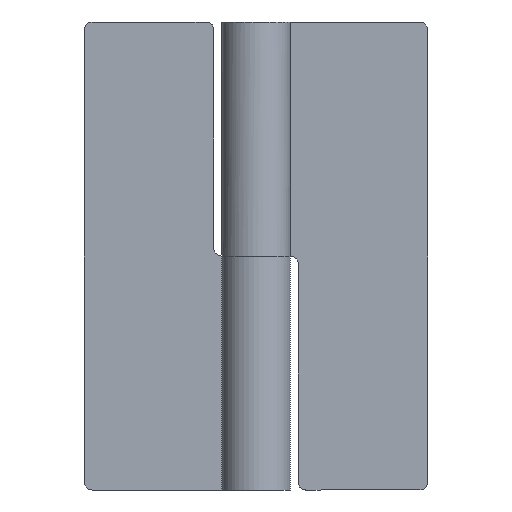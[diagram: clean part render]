
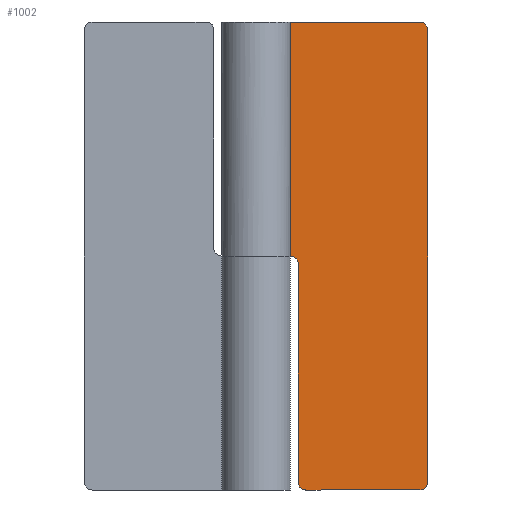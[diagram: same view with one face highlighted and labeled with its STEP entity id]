
A CAD part, front view. The second image highlights one B-rep face of the part: STEP entity #1002.
In plain terms, the highlighted free-form (B-spline) face has degree [1, 1] with [2, 2] control points.
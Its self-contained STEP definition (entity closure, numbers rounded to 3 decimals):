
#442=CARTESIAN_POINT('',(2.7,1.0,0.5));
#443=VERTEX_POINT('',#442);
#444=CARTESIAN_POINT('',(2.7,1.0,14.5));
#445=VERTEX_POINT('',#444);
#446=CARTESIAN_POINT('',(2.7,1.0,0.5));
#447=CARTESIAN_POINT('',(2.7,1.0,14.5));
#448=QUASI_UNIFORM_CURVE('',1,(#446,#447),.UNSPECIFIED.,.F.,.U.);
#449=EDGE_CURVE('',#443,#445,#448,.T.);
#487=CARTESIAN_POINT('',(2.2,1.0,15.0));
#488=VERTEX_POINT('',#487);
#489=CARTESIAN_POINT('',(2.7,1.0,14.5));
#490=CARTESIAN_POINT('',(2.7,1.0,15.));
#491=CARTESIAN_POINT('',(2.2,1.0,15.0));
#499=(BOUNDED_CURVE()B_SPLINE_CURVE(2,(#489,#490,#491),.UNSPECIFIED.,.F.,.U.)CURVE()GEOMETRIC_REPRESENTATION_ITEM()QUASI_UNIFORM_CURVE()RATIONAL_B_SPLINE_CURVE((1.0,0.707,1.0))REPRESENTATION_ITEM(''));
#500=EDGE_CURVE('',#445,#488,#499,.T.);
#539=CARTESIAN_POINT('',(0.0,1.0,15.0));
#540=VERTEX_POINT('',#539);
#541=CARTESIAN_POINT('',(2.2,1.0,15.0));
#542=CARTESIAN_POINT('',(0.0,1.0,15.0));
#543=QUASI_UNIFORM_CURVE('',1,(#541,#542),.UNSPECIFIED.,.F.,.U.);
#544=EDGE_CURVE('',#488,#540,#543,.T.);
#610=CARTESIAN_POINT('',(11.0,1.0,29.5));
#611=VERTEX_POINT('',#610);
#612=CARTESIAN_POINT('',(10.5,1.0,30.0));
#613=VERTEX_POINT('',#612);
#614=CARTESIAN_POINT('',(11.0,1.0,29.5));
#615=CARTESIAN_POINT('',(11.,1.0,30.));
#616=CARTESIAN_POINT('',(10.5,1.0,30.0));
#624=(BOUNDED_CURVE()B_SPLINE_CURVE(2,(#614,#615,#616),.UNSPECIFIED.,.F.,.U.)CURVE()GEOMETRIC_REPRESENTATION_ITEM()QUASI_UNIFORM_CURVE()RATIONAL_B_SPLINE_CURVE((1.0,0.707,1.0))REPRESENTATION_ITEM(''));
#625=EDGE_CURVE('',#611,#613,#624,.T.);
#671=CARTESIAN_POINT('',(10.5,1.0,0.));
#672=VERTEX_POINT('',#671);
#673=CARTESIAN_POINT('',(11.0,1.0,0.5));
#674=VERTEX_POINT('',#673);
#675=CARTESIAN_POINT('',(10.5,1.0,0.));
#676=CARTESIAN_POINT('',(11.,1.0,0.));
#677=CARTESIAN_POINT('',(11.0,1.0,0.5));
#685=(BOUNDED_CURVE()B_SPLINE_CURVE(2,(#675,#676,#677),.UNSPECIFIED.,.F.,.U.)CURVE()GEOMETRIC_REPRESENTATION_ITEM()QUASI_UNIFORM_CURVE()RATIONAL_B_SPLINE_CURVE((1.0,0.707,1.0))REPRESENTATION_ITEM(''));
#686=EDGE_CURVE('',#672,#674,#685,.T.);
#732=CARTESIAN_POINT('',(3.2,1.0,0.0));
#733=VERTEX_POINT('',#732);
#734=CARTESIAN_POINT('',(2.7,1.0,0.5));
#735=CARTESIAN_POINT('',(2.7,1.0,0.));
#736=CARTESIAN_POINT('',(3.2,1.0,0.0));
#744=(BOUNDED_CURVE()B_SPLINE_CURVE(2,(#734,#735,#736),.UNSPECIFIED.,.F.,.U.)CURVE()GEOMETRIC_REPRESENTATION_ITEM()QUASI_UNIFORM_CURVE()RATIONAL_B_SPLINE_CURVE((1.0,0.707,1.0))REPRESENTATION_ITEM(''));
#745=EDGE_CURVE('',#443,#733,#744,.T.);
#776=CARTESIAN_POINT('',(0.0,1.0,30.0));
#777=VERTEX_POINT('',#776);
#778=CARTESIAN_POINT('',(0.0,1.0,30.0));
#779=CARTESIAN_POINT('',(10.5,1.0,30.0));
#780=QUASI_UNIFORM_CURVE('',1,(#778,#779),.UNSPECIFIED.,.F.,.U.);
#781=EDGE_CURVE('',#777,#613,#780,.T.);
#917=CARTESIAN_POINT('',(0.0,1.0,15.0));
#918=CARTESIAN_POINT('',(0.0,1.0,30.0));
#919=QUASI_UNIFORM_CURVE('',1,(#917,#918),.UNSPECIFIED.,.F.,.U.);
#920=EDGE_CURVE('',#540,#777,#919,.T.);
#933=CARTESIAN_POINT('',(3.2,1.0,0.0));
#934=CARTESIAN_POINT('',(10.5,1.0,0.));
#935=QUASI_UNIFORM_CURVE('',1,(#933,#934),.UNSPECIFIED.,.F.,.U.);
#936=EDGE_CURVE('',#733,#672,#935,.T.);
#958=CARTESIAN_POINT('',(11.0,1.0,0.5));
#959=CARTESIAN_POINT('',(11.0,1.0,29.5));
#960=QUASI_UNIFORM_CURVE('',1,(#958,#959),.UNSPECIFIED.,.F.,.U.);
#961=EDGE_CURVE('',#674,#611,#960,.T.);
#985=CARTESIAN_POINT('',(-0.549,1.0,31.498));
#986=CARTESIAN_POINT('',(-0.549,1.0,-1.499));
#987=CARTESIAN_POINT('',(11.549,1.0,31.498));
#988=CARTESIAN_POINT('',(11.549,1.0,-1.499));
#989=B_SPLINE_SURFACE_WITH_KNOTS('',1,1,((#985,#987),(#986,#988)),.UNSPECIFIED.,.F.,.F.,.U.,(2,2),(2,2),(0.0,32.997),(0.0,12.099),.UNSPECIFIED.);
#990=ORIENTED_EDGE('',*,*,#544,.F.);
#991=ORIENTED_EDGE('',*,*,#500,.F.);
#992=ORIENTED_EDGE('',*,*,#449,.F.);
#993=ORIENTED_EDGE('',*,*,#745,.T.);
#994=ORIENTED_EDGE('',*,*,#936,.T.);
#995=ORIENTED_EDGE('',*,*,#686,.T.);
#996=ORIENTED_EDGE('',*,*,#961,.T.);
#997=ORIENTED_EDGE('',*,*,#625,.T.);
#998=ORIENTED_EDGE('',*,*,#781,.F.);
#999=ORIENTED_EDGE('',*,*,#920,.F.);
#1000=EDGE_LOOP('',(#990,#991,#992,#993,#994,#995,#996,#997,#998,#999));
#1001=FACE_OUTER_BOUND('',#1000,.T.);
#1002=ADVANCED_FACE('',(#1001),#989,.T.);
